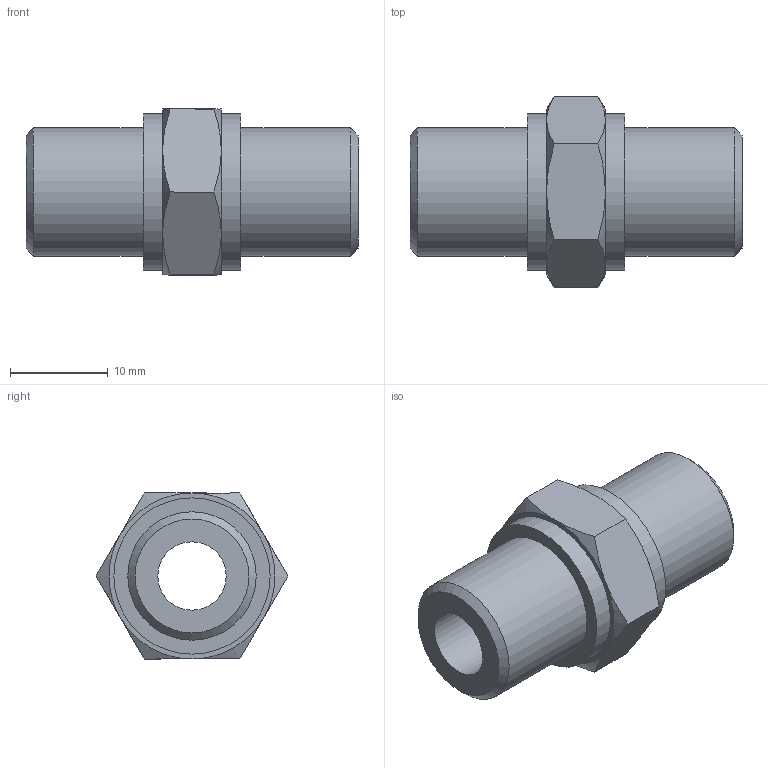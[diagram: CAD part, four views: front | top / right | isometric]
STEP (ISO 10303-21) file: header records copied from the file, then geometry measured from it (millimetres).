
FILE_DESCRIPTION(/* description */ (''),/* implementation_level */ '2;1');
FILE_NAME(/* name */ '3F133GG14xx.stp',/* time_stamp */ '2018-10-26T09:53:53+02:00',/* author */ ('aruf'),/* organization */ (''),/* preprocessor_version */ 'ST-DEVELOPER v17',/* originating_system */ 'Autodesk Inventor 2018',/* authorisation */ '');
FILE_SCHEMA (('AUTOMOTIVE_DESIGN { 1 0 10303 214 3 1 1 }'));
Length unit declared in the file: millimetre
Products named in the file (1): 3F133GG14xx
Bounding box: 34 x 19.63 x 17 mm (x, y, z)
Volume: 4227.4 mm3; surface area: 2656.5 mm2
Topology: 1 solids, 1 shells, 31 faces, 73 edges, 48 vertices
Faces by surface type: cone 14, plane 12, cylinder 5
Full cylindrical faces by diameter (mm): 7 x1, 13.157 x2, 16 x2
Entity records: 926 total; most frequent: CARTESIAN_POINT 201, DIRECTION 149, ORIENTED_EDGE 146, EDGE_CURVE 73, AXIS2_PLACEMENT_3D 68, VERTEX_POINT 48, EDGE_LOOP 37, CIRCLE 36
